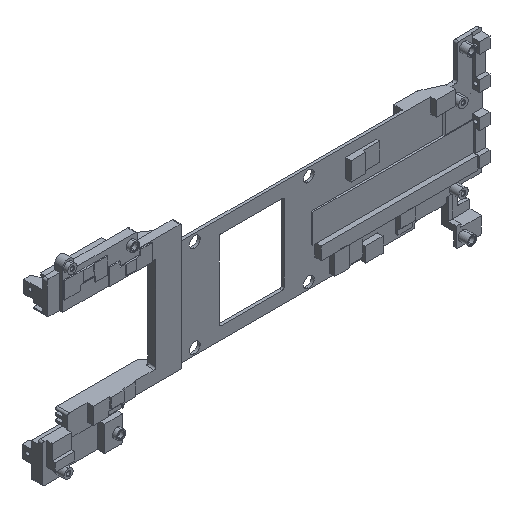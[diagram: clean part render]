
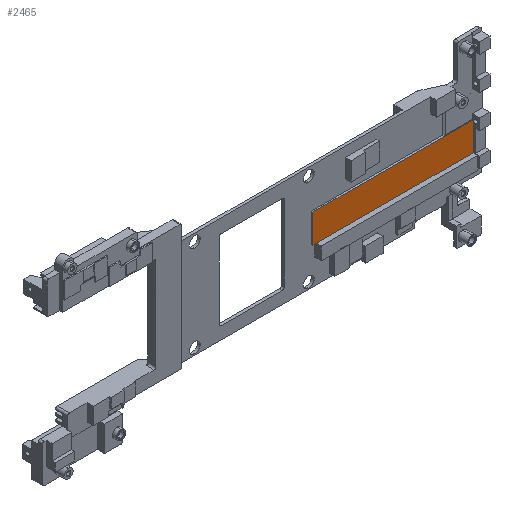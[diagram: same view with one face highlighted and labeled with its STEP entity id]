
A CAD part, isometric view. The second image highlights one B-rep face of the part: STEP entity #2465.
In plain terms, the highlighted planar face has unit normal (0, -1, 0).
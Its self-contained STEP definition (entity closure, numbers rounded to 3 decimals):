
#21 = EDGE_CURVE ( 'NONE', #6833, #6522, #2198, .T. ) ;
#177 = VECTOR ( 'NONE', #7080, 1000. ) ;
#380 = ORIENTED_EDGE ( 'NONE', *, *, #6925, .T. ) ;
#807 = LINE ( 'NONE', #1061, #177 ) ;
#973 = ORIENTED_EDGE ( 'NONE', *, *, #1704, .T. ) ;
#1061 = CARTESIAN_POINT ( 'NONE',  ( 32.052, -1., 7.768 ) ) ;
#1704 = EDGE_CURVE ( 'NONE', #6405, #6833, #11152, .T. ) ;
#2173 = PLANE ( 'NONE',  #8199 ) ;
#2198 = LINE ( 'NONE', #8543, #8385 ) ;
#2465 = ADVANCED_FACE ( 'NONE', ( #9073 ), #2173, .T. ) ;
#2570 = VECTOR ( 'NONE', #11276, 1000. ) ;
#2809 = ORIENTED_EDGE ( 'NONE', *, *, #21, .T. ) ;
#3454 = DIRECTION ( 'NONE',  ( 0., 0., 1. ) ) ;
#4064 = VECTOR ( 'NONE', #3454, 1000. ) ;
#4116 = DIRECTION ( 'NONE',  ( 0., -1., 0. ) ) ;
#4516 = CARTESIAN_POINT ( 'NONE',  ( 32.052, -1., -7.726 ) ) ;
#5116 = DIRECTION ( 'NONE',  ( 1., 0., 0. ) ) ;
#5751 = VERTEX_POINT ( 'NONE', #9415 ) ;
#5802 = VECTOR ( 'NONE', #5116, 1000. ) ;
#6405 = VERTEX_POINT ( 'NONE', #4516 ) ;
#6522 = VERTEX_POINT ( 'NONE', #7531 ) ;
#6833 = VERTEX_POINT ( 'NONE', #7968 ) ;
#6925 = EDGE_CURVE ( 'NONE', #8694, #5751, #807, .T. ) ;
#7080 = DIRECTION ( 'NONE',  ( -1., 0., 0. ) ) ;
#7531 = CARTESIAN_POINT ( 'NONE',  ( 118.5, -1., -7.726 ) ) ;
#7968 = CARTESIAN_POINT ( 'NONE',  ( 34., -1., -7.726 ) ) ;
#8050 = CARTESIAN_POINT ( 'NONE',  ( 32.052, -1., -7.726 ) ) ;
#8199 = AXIS2_PLACEMENT_3D ( 'NONE', #9271, #4116, #11170 ) ;
#8220 = CARTESIAN_POINT ( 'NONE',  ( 32.052, -1., 7.768 ) ) ;
#8385 = VECTOR ( 'NONE', #12403, 1000. ) ;
#8543 = CARTESIAN_POINT ( 'NONE',  ( 0., -1., -7.726 ) ) ;
#8576 = EDGE_CURVE ( 'NONE', #5751, #6405, #9510, .T. ) ;
#8589 = ORIENTED_EDGE ( 'NONE', *, *, #11975, .T. ) ;
#8694 = VERTEX_POINT ( 'NONE', #10366 ) ;
#9073 = FACE_OUTER_BOUND ( 'NONE', #10486, .T. ) ;
#9271 = CARTESIAN_POINT ( 'NONE',  ( 0., -1., 0. ) ) ;
#9415 = CARTESIAN_POINT ( 'NONE',  ( 32.052, -1., 7.768 ) ) ;
#9510 = LINE ( 'NONE', #8220, #2570 ) ;
#10366 = CARTESIAN_POINT ( 'NONE',  ( 118.5, -1., 7.768 ) ) ;
#10486 = EDGE_LOOP ( 'NONE', ( #973, #2809, #8589, #380, #12100 ) ) ;
#11152 = LINE ( 'NONE', #8050, #5802 ) ;
#11170 = DIRECTION ( 'NONE',  ( 0., 0., -1. ) ) ;
#11276 = DIRECTION ( 'NONE',  ( 0., 0., -1. ) ) ;
#11431 = CARTESIAN_POINT ( 'NONE',  ( 118.5, -1., 0. ) ) ;
#11975 = EDGE_CURVE ( 'NONE', #6522, #8694, #12420, .T. ) ;
#12100 = ORIENTED_EDGE ( 'NONE', *, *, #8576, .T. ) ;
#12403 = DIRECTION ( 'NONE',  ( 1., 0., 0. ) ) ;
#12420 = LINE ( 'NONE', #11431, #4064 ) ;
